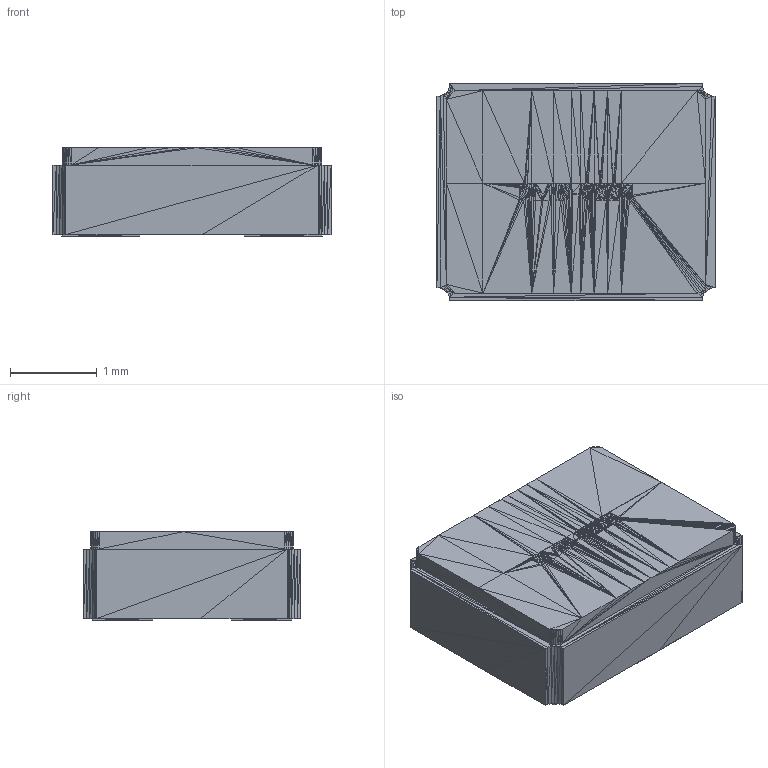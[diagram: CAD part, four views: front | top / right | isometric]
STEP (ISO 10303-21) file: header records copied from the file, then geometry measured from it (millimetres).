
FILE_DESCRIPTION(('auto-generated'),'2;1');
FILE_SCHEMA(('CONFIG_CONTROL_DESIGN'));
Bounding box: 3.2 x 2.5 x 1.02 mm (x, y, z)
Volume: 0.1 mm3; surface area: 32.3 mm2
Topology: 4 solids, 26 shells, 2172 faces, 3804 edges, 1642 vertices
Faces by surface type: plane 2172
Entity records: 35515 total; most frequent: ORIENTED_EDGE 6516, DIRECTION 4732, LINE 3804, EDGE_CURVE 3804, VECTOR 2433, AXIS2_PLACEMENT_3D 2173, PLANE 2172, EDGE_LOOP 2172
